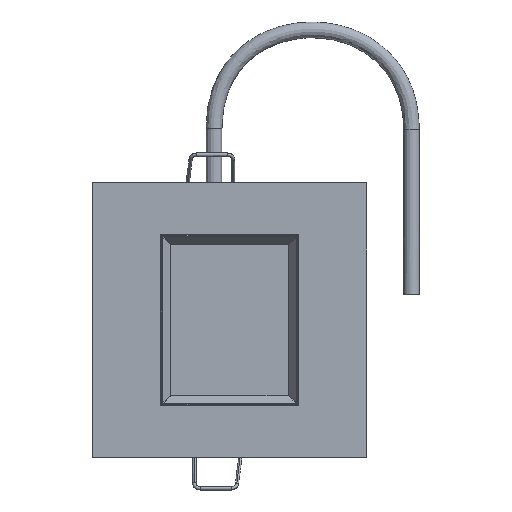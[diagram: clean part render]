
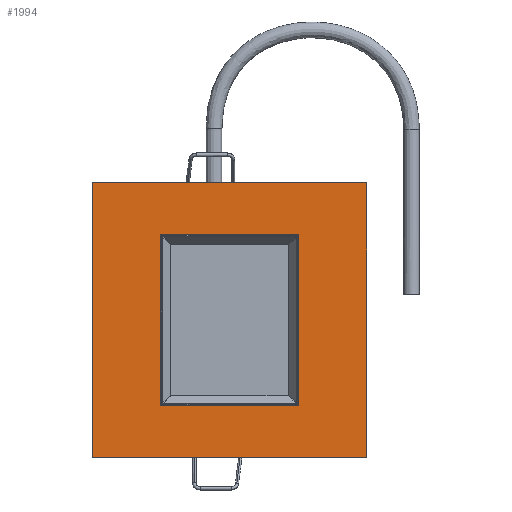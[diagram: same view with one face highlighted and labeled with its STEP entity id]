
A CAD part, top view. The second image highlights one B-rep face of the part: STEP entity #1994.
In plain terms, the highlighted planar face has unit normal (0, 0, 1).
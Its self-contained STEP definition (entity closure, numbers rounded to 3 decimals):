
#824=FACE_BOUND('',#4453,.T.);
#1994=ADVANCED_FACE('',(#3220,#824),#21338,.T.);
#3220=FACE_OUTER_BOUND('',#4452,.T.);
#4452=EDGE_LOOP('',(#9676,#9677,#9678,#9679));
#4453=EDGE_LOOP('',(#9680,#9681,#9682,#9683));
#9676=ORIENTED_EDGE('',*,*,#13477,.F.);
#9677=ORIENTED_EDGE('',*,*,#13486,.F.);
#9678=ORIENTED_EDGE('',*,*,#13483,.F.);
#9679=ORIENTED_EDGE('',*,*,#13480,.F.);
#9680=ORIENTED_EDGE('',*,*,#13488,.F.);
#9681=ORIENTED_EDGE('',*,*,#13489,.F.);
#9682=ORIENTED_EDGE('',*,*,#13490,.F.);
#9683=ORIENTED_EDGE('',*,*,#13487,.F.);
#13477=EDGE_CURVE('',#20016,#20017,#17252,.T.);
#13480=EDGE_CURVE('',#20017,#20019,#17255,.T.);
#13483=EDGE_CURVE('',#20019,#20021,#17258,.T.);
#13486=EDGE_CURVE('',#20021,#20016,#17261,.T.);
#13487=EDGE_CURVE('',#20022,#20023,#17262,.T.);
#13488=EDGE_CURVE('',#20024,#20022,#17263,.T.);
#13489=EDGE_CURVE('',#20025,#20024,#17264,.T.);
#13490=EDGE_CURVE('',#20023,#20025,#17265,.T.);
#17252=B_SPLINE_CURVE_WITH_KNOTS('',1,(#59891,#59892),.UNSPECIFIED.,.F.,
 .F.,(2,2),(0.,100.),.UNSPECIFIED.);
#17255=B_SPLINE_CURVE_WITH_KNOTS('',1,(#59897,#59898),.UNSPECIFIED.,.F.,
 .F.,(2,2),(0.,100.),.UNSPECIFIED.);
#17258=B_SPLINE_CURVE_WITH_KNOTS('',1,(#59903,#59904),.UNSPECIFIED.,.F.,
 .F.,(2,2),(0.,100.),.UNSPECIFIED.);
#17261=B_SPLINE_CURVE_WITH_KNOTS('',1,(#59909,#59910),.UNSPECIFIED.,.F.,
 .F.,(2,2),(0.,100.),.UNSPECIFIED.);
#17262=B_SPLINE_CURVE_WITH_KNOTS('',1,(#59911,#59912),.UNSPECIFIED.,.F.,
 .F.,(2,2),(-50.5,0.),.UNSPECIFIED.);
#17263=B_SPLINE_CURVE_WITH_KNOTS('',1,(#59913,#59914),.UNSPECIFIED.,.F.,
 .F.,(2,2),(-62.5,0.),.UNSPECIFIED.);
#17264=B_SPLINE_CURVE_WITH_KNOTS('',1,(#59915,#59916),.UNSPECIFIED.,.F.,
 .F.,(2,2),(-50.5,0.),.UNSPECIFIED.);
#17265=B_SPLINE_CURVE_WITH_KNOTS('',1,(#59917,#59918),.UNSPECIFIED.,.F.,
 .F.,(2,2),(-62.5,0.),.UNSPECIFIED.);
#20016=VERTEX_POINT('',#59873);
#20017=VERTEX_POINT('',#59874);
#20019=VERTEX_POINT('',#59876);
#20021=VERTEX_POINT('',#59878);
#20022=VERTEX_POINT('',#59879);
#20023=VERTEX_POINT('',#59880);
#20024=VERTEX_POINT('',#59881);
#20025=VERTEX_POINT('',#59882);
#21338=PLANE('',#21644);
#21644=AXIS2_PLACEMENT_3D('',#59865,#21866,$);
#21866=DIRECTION('',(0.,0.,1.));
#59865=CARTESIAN_POINT('',(66.36,60.61,25.));
#59873=CARTESIAN_POINT('',(55.75,50.,25.));
#59874=CARTESIAN_POINT('',(55.75,-50.,25.));
#59876=CARTESIAN_POINT('',(-44.25,-50.,25.));
#59878=CARTESIAN_POINT('',(-44.25,50.,25.));
#59879=CARTESIAN_POINT('',(-19.5,-31.25,25.));
#59880=CARTESIAN_POINT('',(31.,-31.25,25.));
#59881=CARTESIAN_POINT('',(-19.5,31.25,25.));
#59882=CARTESIAN_POINT('',(31.,31.25,25.));
#59891=CARTESIAN_POINT('',(55.75,50.,25.));
#59892=CARTESIAN_POINT('',(55.75,-50.,25.));
#59897=CARTESIAN_POINT('',(55.75,-50.,25.));
#59898=CARTESIAN_POINT('',(-44.25,-50.,25.));
#59903=CARTESIAN_POINT('',(-44.25,-50.,25.));
#59904=CARTESIAN_POINT('',(-44.25,50.,25.));
#59909=CARTESIAN_POINT('',(-44.25,50.,25.));
#59910=CARTESIAN_POINT('',(55.75,50.,25.));
#59911=CARTESIAN_POINT('',(-19.5,-31.25,25.));
#59912=CARTESIAN_POINT('',(31.,-31.25,25.));
#59913=CARTESIAN_POINT('',(-19.5,31.25,25.));
#59914=CARTESIAN_POINT('',(-19.5,-31.25,25.));
#59915=CARTESIAN_POINT('',(31.,31.25,25.));
#59916=CARTESIAN_POINT('',(-19.5,31.25,25.));
#59917=CARTESIAN_POINT('',(31.,-31.25,25.));
#59918=CARTESIAN_POINT('',(31.,31.25,25.));
